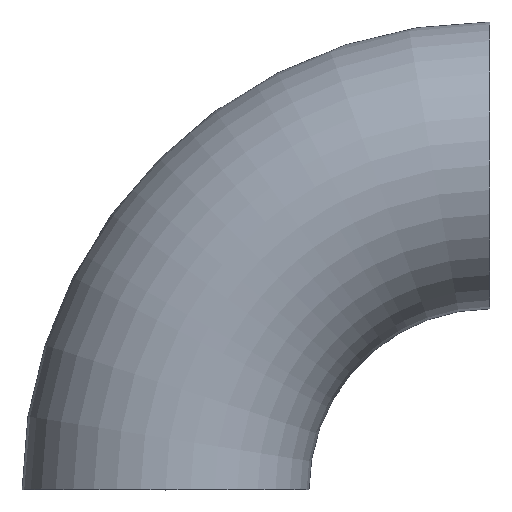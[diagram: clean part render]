
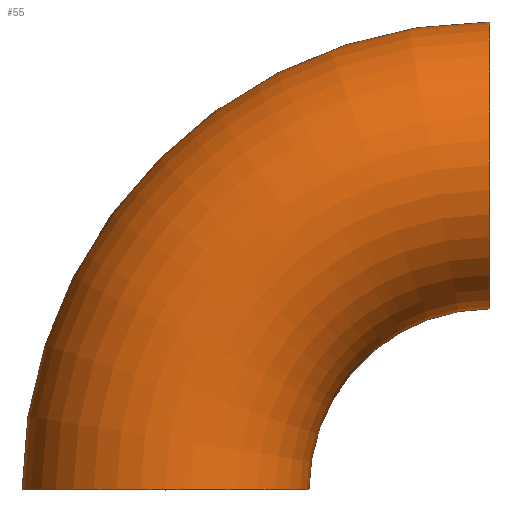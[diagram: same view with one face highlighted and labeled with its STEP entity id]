
A CAD part, top view. The second image highlights one B-rep face of the part: STEP entity #55.
In plain terms, the highlighted toroidal (fillet/blend) face has major radius 38.1 mm and minor radius 16.85 mm.
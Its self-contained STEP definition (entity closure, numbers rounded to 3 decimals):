
#4 = VERTEX_POINT ( 'NONE', #7 ) ;
#7 = CARTESIAN_POINT ( 'NONE',  ( -21.25, 0., 0. ) ) ;
#9 = CARTESIAN_POINT ( 'NONE',  ( 0., 0., 0. ) ) ;
#10 = DIRECTION ( 'NONE',  ( 0., 0., 1. ) ) ;
#16 = DIRECTION ( 'NONE',  ( 0., 0., -1. ) ) ;
#17 = CIRCLE ( 'NONE', #236, 21.25 ) ;
#21 = CIRCLE ( 'NONE', #227, 16.85 ) ;
#25 = ORIENTED_EDGE ( 'NONE', *, *, #35, .T. ) ;
#32 = DIRECTION ( 'NONE',  ( -1., 0., 0. ) ) ;
#35 = EDGE_CURVE ( 'NONE', #4, #237, #17, .T. ) ;
#40 = AXIS2_PLACEMENT_3D ( 'NONE', #51, #32, #10 ) ;
#43 = DIRECTION ( 'NONE',  ( 0., 0., 1. ) ) ;
#45 = ORIENTED_EDGE ( 'NONE', *, *, #98, .F. ) ;
#49 = CARTESIAN_POINT ( 'NONE',  ( -38.1, 0., 0. ) ) ;
#51 = CARTESIAN_POINT ( 'NONE',  ( 0., 38.1, 0. ) ) ;
#52 = CARTESIAN_POINT ( 'NONE',  ( 0., 21.25, 0. ) ) ;
#53 = AXIS2_PLACEMENT_3D ( 'NONE', #238, #81, #65 ) ;
#55 = ADVANCED_FACE ( 'NONE', ( #158 ), #149, .T. ) ;
#65 = DIRECTION ( 'NONE',  ( -1., 0., 0. ) ) ;
#76 = ORIENTED_EDGE ( 'NONE', *, *, #204, .F. ) ;
#80 = CARTESIAN_POINT ( 'NONE',  ( -54.95, 0., 0. ) ) ;
#81 = DIRECTION ( 'NONE',  ( 0., 0., -1. ) ) ;
#82 = VERTEX_POINT ( 'NONE', #80 ) ;
#94 = DIRECTION ( 'NONE',  ( -1., 0., 0. ) ) ;
#97 = EDGE_LOOP ( 'NONE', ( #76, #45, #25, #133 ) ) ;
#98 = EDGE_CURVE ( 'NONE', #4, #82, #21, .T. ) ;
#116 = DIRECTION ( 'NONE',  ( 0., 0., -1. ) ) ;
#120 = VERTEX_POINT ( 'NONE', #245 ) ;
#122 = DIRECTION ( 'NONE',  ( -1., 0., 0. ) ) ;
#133 = ORIENTED_EDGE ( 'NONE', *, *, #157, .T. ) ;
#149 = TOROIDAL_SURFACE ( 'NONE', #53, 38.1, 16.85 ) ;
#157 = EDGE_CURVE ( 'NONE', #237, #120, #188, .T. ) ;
#158 = FACE_OUTER_BOUND ( 'NONE', #97, .T. ) ;
#167 = AXIS2_PLACEMENT_3D ( 'NONE', #186, #16, #122 ) ;
#176 = CIRCLE ( 'NONE', #167, 54.95 ) ;
#186 = CARTESIAN_POINT ( 'NONE',  ( 0., 0., 0. ) ) ;
#188 = CIRCLE ( 'NONE', #40, 16.85 ) ;
#196 = DIRECTION ( 'NONE',  ( 0., -1., 0. ) ) ;
#204 = EDGE_CURVE ( 'NONE', #82, #120, #176, .T. ) ;
#227 = AXIS2_PLACEMENT_3D ( 'NONE', #49, #196, #43 ) ;
#236 = AXIS2_PLACEMENT_3D ( 'NONE', #9, #116, #94 ) ;
#237 = VERTEX_POINT ( 'NONE', #52 ) ;
#238 = CARTESIAN_POINT ( 'NONE',  ( 0., 0., 0. ) ) ;
#245 = CARTESIAN_POINT ( 'NONE',  ( 0., 54.95, 0. ) ) ;
